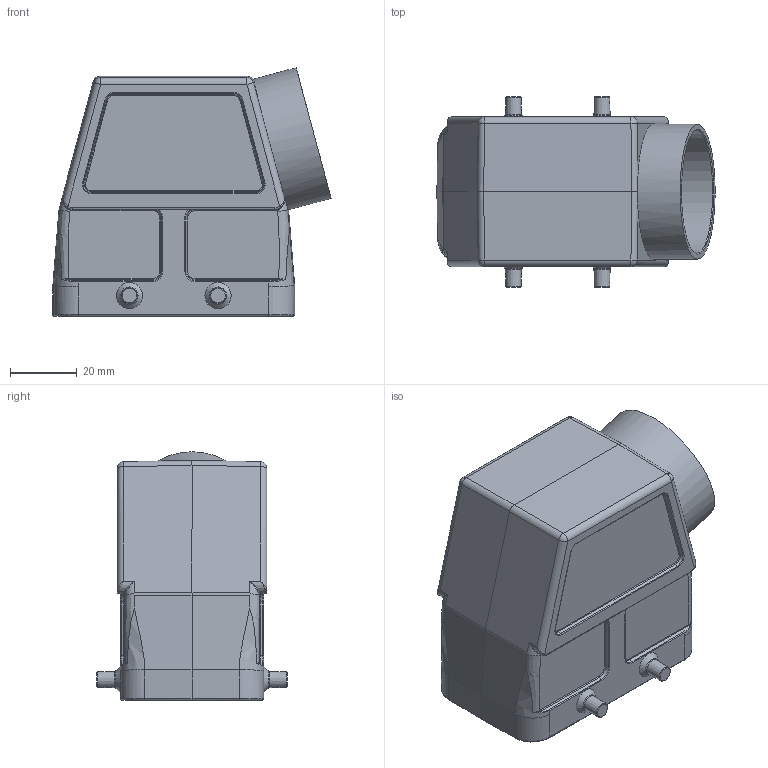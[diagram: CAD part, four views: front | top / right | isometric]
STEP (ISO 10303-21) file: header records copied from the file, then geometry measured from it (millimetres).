
FILE_DESCRIPTION(/* description */ (''),/* implementation_level */ '2;1');
FILE_NAME(/* name */ '100178729ugm000_d.stp',/* time_stamp */ '2018-03-07T11:36:52+01:00',/* author */ (''),/* organization */ (''),/* preprocessor_version */ 'ST-DEVELOPER v16',/* originating_system */ 'SIEMENS PLM Software NX 10.0',/* authorisation */ '');
FILE_SCHEMA (('AUTOMOTIVE_DESIGN { 1 0 10303 214 3 1 1 1 }'));
Length unit declared in the file: millimetre
Products named in the file (1): 100178729ugm000_d
Bounding box: 83.56 x 57.2 x 74.61 mm (x, y, z)
Volume: 60004.2 mm3; surface area: 35553 mm2
Topology: 1 solids, 1 shells, 503 faces, 1413 edges, 973 vertices
Faces by surface type: plane 213, cylinder 120, bspline 63, torus 50, cone 47, sphere 10
Full cylindrical faces by diameter (mm): 3 x4, 32 x1, 37 x1, 40.6 x1
Entity records: 21332 total; most frequent: CARTESIAN_POINT 8562, ORIENTED_EDGE 2620, DIRECTION 2142, EDGE_CURVE 1310, VERTEX_POINT 912, AXIS2_PLACEMENT_3D 814, EDGE_LOOP 604, LINE 514
